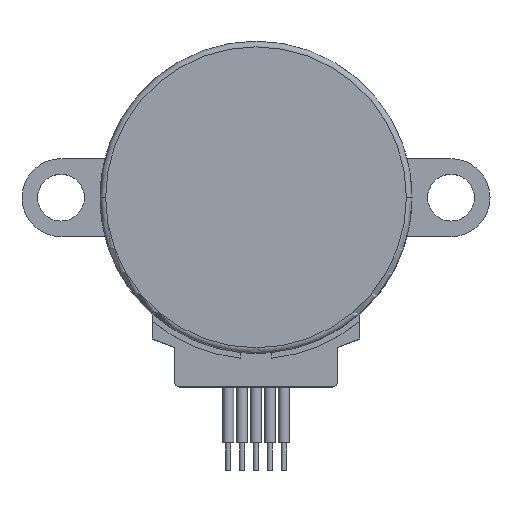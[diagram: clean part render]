
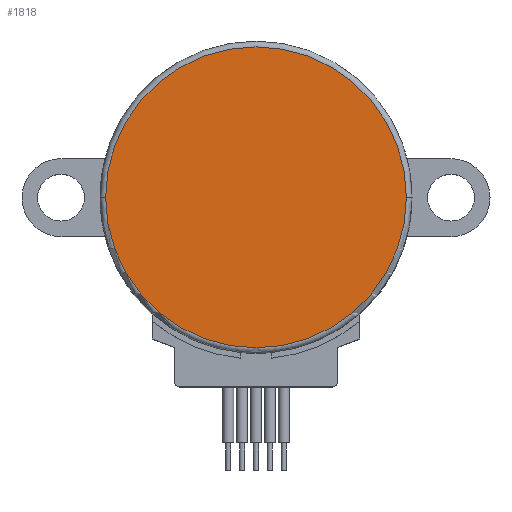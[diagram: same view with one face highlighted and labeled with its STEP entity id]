
A CAD part, top view. The second image highlights one B-rep face of the part: STEP entity #1818.
In plain terms, the highlighted planar face has unit normal (0, 0, 1).
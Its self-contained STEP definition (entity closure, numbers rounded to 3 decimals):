
#550 = AXIS2_PLACEMENT_3D ( 'NONE', #1235, #6267, #3751 ) ;
#1060 = FACE_OUTER_BOUND ( 'NONE', #6802, .T. ) ;
#1235 = CARTESIAN_POINT ( 'NONE',  ( 0., 0., 19. ) ) ;
#1270 = CIRCLE ( 'NONE', #2193, 13.5 ) ;
#1818 = ADVANCED_FACE ( 'NONE', ( #1060 ), #2210, .T. ) ;
#2193 = AXIS2_PLACEMENT_3D ( 'NONE', #7869, #2338, #7266 ) ;
#2210 = PLANE ( 'NONE',  #4770 ) ;
#2338 = DIRECTION ( 'NONE',  ( 0., 0., 1. ) ) ;
#2807 = DIRECTION ( 'NONE',  ( 0., 0., 1. ) ) ;
#3751 = DIRECTION ( 'NONE',  ( 1., 0., 0. ) ) ;
#4589 = ORIENTED_EDGE ( 'NONE', *, *, #6614, .T. ) ;
#4770 = AXIS2_PLACEMENT_3D ( 'NONE', #5930, #2807, #7098 ) ;
#5031 = VERTEX_POINT ( 'NONE', #7572 ) ;
#5535 = EDGE_CURVE ( 'NONE', #6270, #5031, #7547, .T. ) ;
#5930 = CARTESIAN_POINT ( 'NONE',  ( 0., 0., 19. ) ) ;
#5998 = CARTESIAN_POINT ( 'NONE',  ( 13.5, 0., 19. ) ) ;
#6267 = DIRECTION ( 'NONE',  ( 0., 0., 1. ) ) ;
#6270 = VERTEX_POINT ( 'NONE', #5998 ) ;
#6614 = EDGE_CURVE ( 'NONE', #5031, #6270, #1270, .T. ) ;
#6802 = EDGE_LOOP ( 'NONE', ( #6990, #4589 ) ) ;
#6990 = ORIENTED_EDGE ( 'NONE', *, *, #5535, .T. ) ;
#7098 = DIRECTION ( 'NONE',  ( 1., 0., 0. ) ) ;
#7266 = DIRECTION ( 'NONE',  ( 1., 0., 0. ) ) ;
#7547 = CIRCLE ( 'NONE', #550, 13.5 ) ;
#7572 = CARTESIAN_POINT ( 'NONE',  ( -13.5, 0., 19. ) ) ;
#7869 = CARTESIAN_POINT ( 'NONE',  ( 0., 0., 19. ) ) ;
